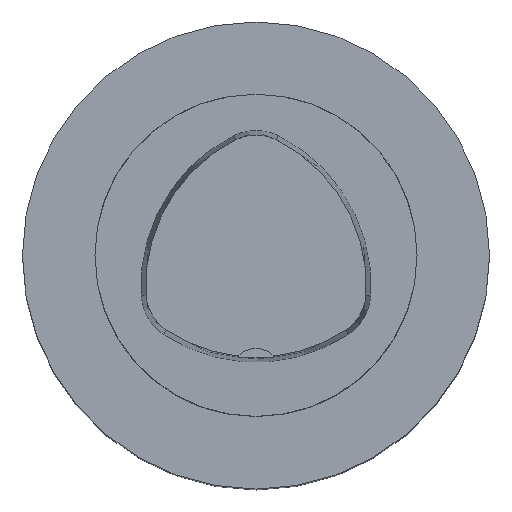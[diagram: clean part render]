
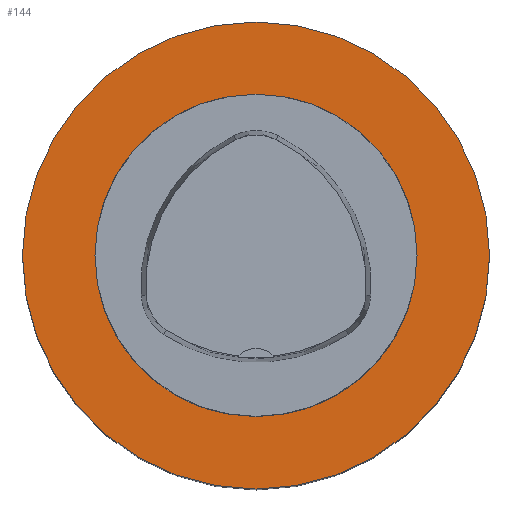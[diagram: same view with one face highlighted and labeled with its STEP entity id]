
A CAD part, top view. The second image highlights one B-rep face of the part: STEP entity #144.
In plain terms, the highlighted planar face has unit normal (0, 0, 1).
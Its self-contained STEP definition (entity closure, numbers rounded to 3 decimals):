
#144=ADVANCED_FACE('',(#171,#172),#162,.T.);
#162=PLANE('',#506);
#171=FACE_BOUND('',#205,.T.);
#172=FACE_BOUND('',#206,.T.);
#205=EDGE_LOOP('',(#309));
#206=EDGE_LOOP('',(#310));
#309=ORIENTED_EDGE('',*,*,#372,.T.);
#310=ORIENTED_EDGE('',*,*,#400,.F.);
#336=VERTEX_POINT('',#701);
#348=VERTEX_POINT('',#770);
#372=EDGE_CURVE('',#336,#336,#408,.T.);
#400=EDGE_CURVE('',#348,#348,#420,.T.);
#408=CIRCLE('',#470,50.);
#420=CIRCLE('',#505,72.5);
#470=AXIS2_PLACEMENT_3D('',#700,#556,#557);
#505=AXIS2_PLACEMENT_3D('',#769,#640,#641);
#506=AXIS2_PLACEMENT_3D('',#771,#642,#643);
#556=DIRECTION('',(0.,0.,-1.));
#557=DIRECTION('',(-1.,0.,0.));
#640=DIRECTION('',(0.,0.,-1.));
#641=DIRECTION('',(-1.,0.,0.));
#642=DIRECTION('',(0.,0.,1.));
#643=DIRECTION('',(1.,0.,0.));
#700=CARTESIAN_POINT('',(0.,0.,-37.2));
#701=CARTESIAN_POINT('',(-50.,0.,-37.2));
#769=CARTESIAN_POINT('',(0.,0.,-37.2));
#770=CARTESIAN_POINT('',(-72.5,0.,-37.2));
#771=CARTESIAN_POINT('',(0.,0.,-37.2));
